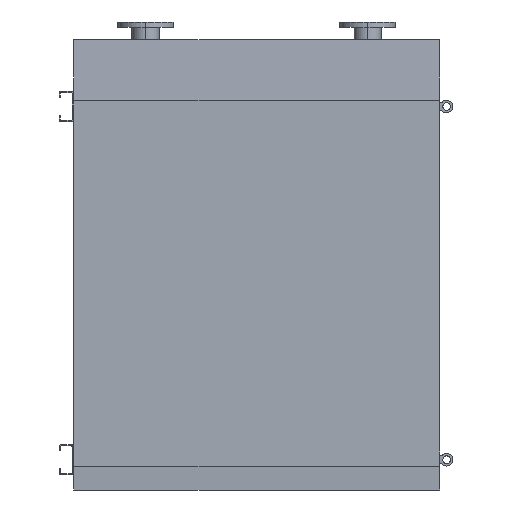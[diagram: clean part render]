
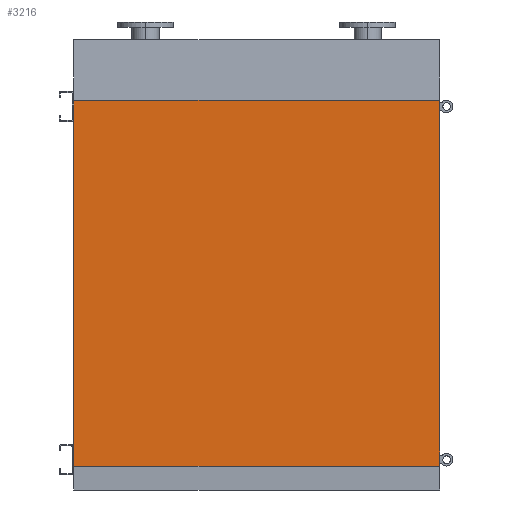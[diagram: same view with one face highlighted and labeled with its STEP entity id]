
A CAD part, front view. The second image highlights one B-rep face of the part: STEP entity #3216.
In plain terms, the highlighted planar face has unit normal (0, -1, 0).
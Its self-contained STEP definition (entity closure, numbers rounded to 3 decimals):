
#96 = LINE ( 'NONE', #6253, #6551 ) ;
#216 = DIRECTION ( 'NONE',  ( 0., 0., 1. ) ) ;
#286 = LINE ( 'NONE', #1345, #2544 ) ;
#294 = DIRECTION ( 'NONE',  ( 1., 0., 0. ) ) ;
#672 = CARTESIAN_POINT ( 'NONE',  ( 725., 0., 0. ) ) ;
#1244 = CARTESIAN_POINT ( 'NONE',  ( -725., 0., -1450. ) ) ;
#1266 = LINE ( 'NONE', #3622, #2699 ) ;
#1345 = CARTESIAN_POINT ( 'NONE',  ( 725., 0., -1450. ) ) ;
#1393 = EDGE_CURVE ( 'NONE', #3427, #5353, #6894, .T. ) ;
#1401 = ORIENTED_EDGE ( 'NONE', *, *, #4582, .T. ) ;
#1654 = ORIENTED_EDGE ( 'NONE', *, *, #4887, .F. ) ;
#1890 = CARTESIAN_POINT ( 'NONE',  ( -725., 0., 0. ) ) ;
#2018 = DIRECTION ( 'NONE',  ( 0., 0., -1. ) ) ;
#2097 = CARTESIAN_POINT ( 'NONE',  ( -725., 0., -1450. ) ) ;
#2131 = PLANE ( 'NONE',  #6292 ) ;
#2544 = VECTOR ( 'NONE', #216, 1000. ) ;
#2681 = DIRECTION ( 'NONE',  ( 0., -1., 0. ) ) ;
#2699 = VECTOR ( 'NONE', #294, 1000. ) ;
#3120 = FACE_OUTER_BOUND ( 'NONE', #5186, .T. ) ;
#3216 = ADVANCED_FACE ( 'NONE', ( #3120 ), #2131, .T. ) ;
#3427 = VERTEX_POINT ( 'NONE', #3812 ) ;
#3521 = VERTEX_POINT ( 'NONE', #1244 ) ;
#3622 = CARTESIAN_POINT ( 'NONE',  ( -725., 0., -1450. ) ) ;
#3812 = CARTESIAN_POINT ( 'NONE',  ( -725., 0., 0. ) ) ;
#4369 = ORIENTED_EDGE ( 'NONE', *, *, #1393, .F. ) ;
#4582 = EDGE_CURVE ( 'NONE', #5859, #5353, #286, .T. ) ;
#4887 = EDGE_CURVE ( 'NONE', #3521, #3427, #96, .T. ) ;
#5063 = CARTESIAN_POINT ( 'NONE',  ( 725., 0., -1450. ) ) ;
#5186 = EDGE_LOOP ( 'NONE', ( #4369, #1654, #6836, #1401 ) ) ;
#5353 = VERTEX_POINT ( 'NONE', #672 ) ;
#5859 = VERTEX_POINT ( 'NONE', #5063 ) ;
#6253 = CARTESIAN_POINT ( 'NONE',  ( -725., 0., -1450. ) ) ;
#6292 = AXIS2_PLACEMENT_3D ( 'NONE', #2097, #2681, #2018 ) ;
#6402 = DIRECTION ( 'NONE',  ( 1., 0., 0. ) ) ;
#6423 = VECTOR ( 'NONE', #6402, 1000. ) ;
#6551 = VECTOR ( 'NONE', #6881, 1000. ) ;
#6836 = ORIENTED_EDGE ( 'NONE', *, *, #6910, .T. ) ;
#6881 = DIRECTION ( 'NONE',  ( 0., 0., 1. ) ) ;
#6894 = LINE ( 'NONE', #1890, #6423 ) ;
#6910 = EDGE_CURVE ( 'NONE', #3521, #5859, #1266, .T. ) ;
